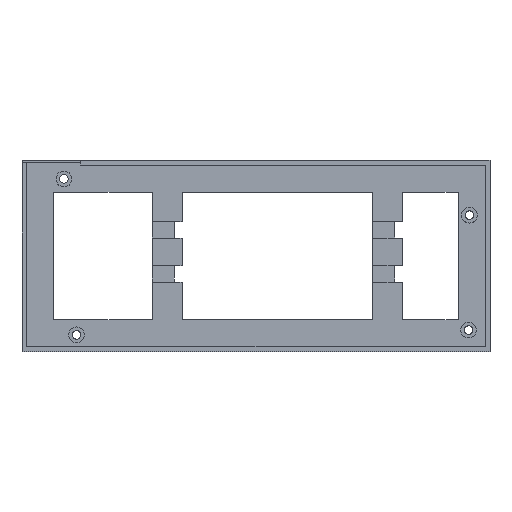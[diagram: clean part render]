
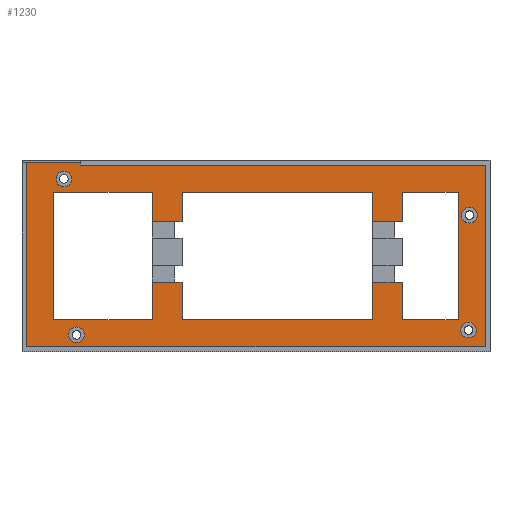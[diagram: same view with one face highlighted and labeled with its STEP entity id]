
A CAD part, top view. The second image highlights one B-rep face of the part: STEP entity #1230.
In plain terms, the highlighted planar face has unit normal (0, 0, 1).
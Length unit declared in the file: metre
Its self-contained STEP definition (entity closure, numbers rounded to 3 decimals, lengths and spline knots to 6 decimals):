
#24=CIRCLE('',#1313,0.0025);
#25=CIRCLE('',#1314,0.0025);
#26=CIRCLE('',#1315,0.0025);
#27=CIRCLE('',#1316,0.0025);
#48=ORIENTED_EDGE('',*,*,#388,.F.);
#49=ORIENTED_EDGE('',*,*,#389,.T.);
#50=ORIENTED_EDGE('',*,*,#390,.T.);
#51=ORIENTED_EDGE('',*,*,#391,.T.);
#52=ORIENTED_EDGE('',*,*,#392,.T.);
#53=ORIENTED_EDGE('',*,*,#393,.T.);
#54=ORIENTED_EDGE('',*,*,#394,.T.);
#55=ORIENTED_EDGE('',*,*,#395,.T.);
#56=ORIENTED_EDGE('',*,*,#396,.T.);
#57=ORIENTED_EDGE('',*,*,#397,.T.);
#58=ORIENTED_EDGE('',*,*,#398,.T.);
#59=ORIENTED_EDGE('',*,*,#399,.T.);
#60=ORIENTED_EDGE('',*,*,#400,.F.);
#61=ORIENTED_EDGE('',*,*,#401,.T.);
#62=ORIENTED_EDGE('',*,*,#402,.F.);
#63=ORIENTED_EDGE('',*,*,#403,.F.);
#64=ORIENTED_EDGE('',*,*,#404,.F.);
#65=ORIENTED_EDGE('',*,*,#405,.T.);
#66=ORIENTED_EDGE('',*,*,#406,.F.);
#67=ORIENTED_EDGE('',*,*,#407,.F.);
#68=ORIENTED_EDGE('',*,*,#408,.F.);
#69=ORIENTED_EDGE('',*,*,#409,.F.);
#70=ORIENTED_EDGE('',*,*,#410,.F.);
#71=ORIENTED_EDGE('',*,*,#411,.F.);
#72=ORIENTED_EDGE('',*,*,#412,.F.);
#73=ORIENTED_EDGE('',*,*,#413,.T.);
#74=ORIENTED_EDGE('',*,*,#414,.T.);
#75=ORIENTED_EDGE('',*,*,#415,.T.);
#76=ORIENTED_EDGE('',*,*,#416,.T.);
#77=ORIENTED_EDGE('',*,*,#417,.T.);
#388=EDGE_CURVE('',#558,#559,#679,.T.);
#389=EDGE_CURVE('',#558,#560,#680,.T.);
#390=EDGE_CURVE('',#560,#561,#681,.T.);
#391=EDGE_CURVE('',#561,#562,#682,.T.);
#392=EDGE_CURVE('',#562,#563,#683,.T.);
#393=EDGE_CURVE('',#563,#564,#684,.T.);
#394=EDGE_CURVE('',#564,#565,#685,.T.);
#395=EDGE_CURVE('',#565,#566,#686,.T.);
#396=EDGE_CURVE('',#566,#567,#687,.T.);
#397=EDGE_CURVE('',#567,#568,#688,.T.);
#398=EDGE_CURVE('',#568,#569,#689,.T.);
#399=EDGE_CURVE('',#569,#570,#690,.T.);
#400=EDGE_CURVE('',#571,#570,#691,.T.);
#401=EDGE_CURVE('',#571,#572,#692,.T.);
#402=EDGE_CURVE('',#573,#572,#693,.T.);
#403=EDGE_CURVE('',#574,#573,#694,.T.);
#404=EDGE_CURVE('',#575,#574,#695,.T.);
#405=EDGE_CURVE('',#575,#576,#696,.T.);
#406=EDGE_CURVE('',#577,#576,#697,.T.);
#407=EDGE_CURVE('',#559,#577,#698,.T.);
#408=EDGE_CURVE('',#578,#578,#24,.F.);
#409=EDGE_CURVE('',#579,#579,#25,.F.);
#410=EDGE_CURVE('',#580,#580,#26,.F.);
#411=EDGE_CURVE('',#581,#581,#27,.F.);
#412=EDGE_CURVE('',#582,#583,#699,.T.);
#413=EDGE_CURVE('',#582,#584,#700,.F.);
#414=EDGE_CURVE('',#584,#585,#701,.T.);
#415=EDGE_CURVE('',#585,#586,#702,.T.);
#416=EDGE_CURVE('',#586,#587,#703,.T.);
#417=EDGE_CURVE('',#587,#583,#704,.T.);
#558=VERTEX_POINT('',#1742);
#559=VERTEX_POINT('',#1743);
#560=VERTEX_POINT('',#1745);
#561=VERTEX_POINT('',#1747);
#562=VERTEX_POINT('',#1749);
#563=VERTEX_POINT('',#1751);
#564=VERTEX_POINT('',#1753);
#565=VERTEX_POINT('',#1755);
#566=VERTEX_POINT('',#1757);
#567=VERTEX_POINT('',#1759);
#568=VERTEX_POINT('',#1761);
#569=VERTEX_POINT('',#1763);
#570=VERTEX_POINT('',#1765);
#571=VERTEX_POINT('',#1767);
#572=VERTEX_POINT('',#1769);
#573=VERTEX_POINT('',#1771);
#574=VERTEX_POINT('',#1773);
#575=VERTEX_POINT('',#1775);
#576=VERTEX_POINT('',#1777);
#577=VERTEX_POINT('',#1779);
#578=VERTEX_POINT('',#1782);
#579=VERTEX_POINT('',#1784);
#580=VERTEX_POINT('',#1786);
#581=VERTEX_POINT('',#1788);
#582=VERTEX_POINT('',#1790);
#583=VERTEX_POINT('',#1791);
#584=VERTEX_POINT('',#1793);
#585=VERTEX_POINT('',#1795);
#586=VERTEX_POINT('',#1797);
#587=VERTEX_POINT('',#1799);
#679=LINE('',#1741,#825);
#680=LINE('',#1744,#826);
#681=LINE('',#1746,#827);
#682=LINE('',#1748,#828);
#683=LINE('',#1750,#829);
#684=LINE('',#1752,#830);
#685=LINE('',#1754,#831);
#686=LINE('',#1756,#832);
#687=LINE('',#1758,#833);
#688=LINE('',#1760,#834);
#689=LINE('',#1762,#835);
#690=LINE('',#1764,#836);
#691=LINE('',#1766,#837);
#692=LINE('',#1768,#838);
#693=LINE('',#1770,#839);
#694=LINE('',#1772,#840);
#695=LINE('',#1774,#841);
#696=LINE('',#1776,#842);
#697=LINE('',#1778,#843);
#698=LINE('',#1780,#844);
#699=LINE('',#1789,#845);
#700=LINE('',#1792,#846);
#701=LINE('',#1794,#847);
#702=LINE('',#1796,#848);
#703=LINE('',#1798,#849);
#704=LINE('',#1800,#850);
#825=VECTOR('',#1409,1.);
#826=VECTOR('',#1410,1.);
#827=VECTOR('',#1411,1.);
#828=VECTOR('',#1412,1.);
#829=VECTOR('',#1413,1.);
#830=VECTOR('',#1414,1.);
#831=VECTOR('',#1415,1.);
#832=VECTOR('',#1416,1.);
#833=VECTOR('',#1417,1.);
#834=VECTOR('',#1418,1.);
#835=VECTOR('',#1419,1.);
#836=VECTOR('',#1420,1.);
#837=VECTOR('',#1421,1.);
#838=VECTOR('',#1422,1.);
#839=VECTOR('',#1423,1.);
#840=VECTOR('',#1424,1.);
#841=VECTOR('',#1425,1.);
#842=VECTOR('',#1426,1.);
#843=VECTOR('',#1427,1.);
#844=VECTOR('',#1428,1.);
#845=VECTOR('',#1437,1.);
#846=VECTOR('',#1438,1.);
#847=VECTOR('',#1439,1.);
#848=VECTOR('',#1440,1.);
#849=VECTOR('',#1441,1.);
#850=VECTOR('',#1442,1.);
#971=EDGE_LOOP('',(#48,#49,#50,#51,#52,#53,#54,#55,#56,#57,#58,#59,#60,
#61,#62,#63,#64,#65,#66,#67));
#972=EDGE_LOOP('',(#68));
#973=EDGE_LOOP('',(#69));
#974=EDGE_LOOP('',(#70));
#975=EDGE_LOOP('',(#71));
#976=EDGE_LOOP('',(#72,#73,#74,#75,#76,#77));
#1072=FACE_BOUND('',#971,.T.);
#1073=FACE_BOUND('',#972,.T.);
#1074=FACE_BOUND('',#973,.T.);
#1075=FACE_BOUND('',#974,.T.);
#1076=FACE_BOUND('',#975,.T.);
#1077=FACE_BOUND('',#976,.T.);
#1173=PLANE('',#1312);
#1230=ADVANCED_FACE('',(#1072,#1073,#1074,#1075,#1076,#1077),#1173,.F.);
#1312=AXIS2_PLACEMENT_3D('',#1740,#1407,#1408);
#1313=AXIS2_PLACEMENT_3D('',#1781,#1429,#1430);
#1314=AXIS2_PLACEMENT_3D('',#1783,#1431,#1432);
#1315=AXIS2_PLACEMENT_3D('',#1785,#1433,#1434);
#1316=AXIS2_PLACEMENT_3D('',#1787,#1435,#1436);
#1407=DIRECTION('',(0.,0.,-1.));
#1408=DIRECTION('',(1.,0.,0.));
#1409=DIRECTION('',(1.,0.,0.));
#1410=DIRECTION('',(0.,-1.,0.));
#1411=DIRECTION('',(-1.,0.,0.));
#1412=DIRECTION('',(0.,1.,0.));
#1413=DIRECTION('',(1.,0.,0.));
#1414=DIRECTION('',(0.,-1.,0.));
#1415=DIRECTION('',(1.,0.,0.));
#1416=DIRECTION('',(0.,1.,0.));
#1417=DIRECTION('',(1.,0.,0.));
#1418=DIRECTION('',(0.,-1.,0.));
#1419=DIRECTION('',(1.,0.,0.));
#1420=DIRECTION('',(0.,1.,0.));
#1421=DIRECTION('',(-1.,0.,0.));
#1422=DIRECTION('',(0.,-1.,0.));
#1423=DIRECTION('',(1.,0.,0.));
#1424=DIRECTION('',(0.,-1.,0.));
#1425=DIRECTION('',(1.,0.,0.));
#1426=DIRECTION('',(0.,-1.,0.));
#1427=DIRECTION('',(1.,0.,0.));
#1428=DIRECTION('',(0.,-1.,0.));
#1429=DIRECTION('',(0.,0.,-1.));
#1430=DIRECTION('',(-1.,0.,0.));
#1431=DIRECTION('',(0.,0.,-1.));
#1432=DIRECTION('',(-1.,0.,0.));
#1433=DIRECTION('',(0.,0.,-1.));
#1434=DIRECTION('',(-1.,0.,0.));
#1435=DIRECTION('',(0.,0.,-1.));
#1436=DIRECTION('',(-1.,0.,0.));
#1437=DIRECTION('',(1.,0.,0.));
#1438=DIRECTION('',(0.,1.,0.));
#1439=DIRECTION('',(1.,0.,0.));
#1440=DIRECTION('',(0.,1.,0.));
#1441=DIRECTION('',(-1.,0.,0.));
#1442=DIRECTION('',(0.,1.,0.));
#1740=CARTESIAN_POINT('',(0.060988,0.059031,-0.003));
#1741=CARTESIAN_POINT('',(0.03625,0.05075,-0.003));
#1742=CARTESIAN_POINT('',(0.028,0.05075,-0.003));
#1743=CARTESIAN_POINT('',(0.0375,0.05075,-0.003));
#1744=CARTESIAN_POINT('',(0.028,0.059031,-0.003));
#1745=CARTESIAN_POINT('',(0.028,0.038812,-0.003));
#1746=CARTESIAN_POINT('',(0.012393,0.038812,-0.003));
#1747=CARTESIAN_POINT('',(-0.003214,0.038812,-0.003));
#1748=CARTESIAN_POINT('',(-0.003214,0.059031,-0.003));
#1749=CARTESIAN_POINT('',(-0.003214,0.07925,-0.003));
#1750=CARTESIAN_POINT('',(0.012393,0.07925,-0.003));
#1751=CARTESIAN_POINT('',(0.028,0.07925,-0.003));
#1752=CARTESIAN_POINT('',(0.028,0.059031,-0.003));
#1753=CARTESIAN_POINT('',(0.028,0.07,-0.003));
#1754=CARTESIAN_POINT('',(0.03625,0.07,-0.003));
#1755=CARTESIAN_POINT('',(0.0375,0.07,-0.003));
#1756=CARTESIAN_POINT('',(0.0375,0.074625,-0.003));
#1757=CARTESIAN_POINT('',(0.0375,0.07925,-0.003));
#1758=CARTESIAN_POINT('',(0.06775,0.07925,-0.003));
#1759=CARTESIAN_POINT('',(0.098,0.07925,-0.003));
#1760=CARTESIAN_POINT('',(0.098,0.059031,-0.003));
#1761=CARTESIAN_POINT('',(0.098,0.07,-0.003));
#1762=CARTESIAN_POINT('',(0.10625,0.07,-0.003));
#1763=CARTESIAN_POINT('',(0.1075,0.07,-0.003));
#1764=CARTESIAN_POINT('',(0.1075,0.074625,-0.003));
#1765=CARTESIAN_POINT('',(0.1075,0.07925,-0.003));
#1766=CARTESIAN_POINT('',(0.116344,0.07925,-0.003));
#1767=CARTESIAN_POINT('',(0.125189,0.07925,-0.003));
#1768=CARTESIAN_POINT('',(0.125189,0.059031,-0.003));
#1769=CARTESIAN_POINT('',(0.125189,0.038812,-0.003));
#1770=CARTESIAN_POINT('',(0.116344,0.038812,-0.003));
#1771=CARTESIAN_POINT('',(0.1075,0.038812,-0.003));
#1772=CARTESIAN_POINT('',(0.1075,0.044781,-0.003));
#1773=CARTESIAN_POINT('',(0.1075,0.05075,-0.003));
#1774=CARTESIAN_POINT('',(0.10625,0.05075,-0.003));
#1775=CARTESIAN_POINT('',(0.098,0.05075,-0.003));
#1776=CARTESIAN_POINT('',(0.098,0.059031,-0.003));
#1777=CARTESIAN_POINT('',(0.098,0.038812,-0.003));
#1778=CARTESIAN_POINT('',(0.06775,0.038812,-0.003));
#1779=CARTESIAN_POINT('',(0.0375,0.038812,-0.003));
#1780=CARTESIAN_POINT('',(0.0375,0.044781,-0.003));
#1781=CARTESIAN_POINT('',(0.12875,0.072,-0.003));
#1782=CARTESIAN_POINT('',(0.12625,0.072,-0.003));
#1783=CARTESIAN_POINT('',(0.1285,0.0355,-0.003));
#1784=CARTESIAN_POINT('',(0.126,0.0355,-0.003));
#1785=CARTESIAN_POINT('',(0.,0.0835,-0.003));
#1786=CARTESIAN_POINT('',(-0.0025,0.0835,-0.003));
#1787=CARTESIAN_POINT('',(0.004,0.034,-0.003));
#1788=CARTESIAN_POINT('',(0.0015,0.034,-0.003));
#1789=CARTESIAN_POINT('',(-0.004167,0.088662,-0.003));
#1790=CARTESIAN_POINT('',(-0.011825,0.088662,-0.003));
#1791=CARTESIAN_POINT('',(0.005174,0.088662,-0.003));
#1792=CARTESIAN_POINT('',(-0.011825,0.059431,-0.003));
#1793=CARTESIAN_POINT('',(-0.011825,0.0302,-0.003));
#1794=CARTESIAN_POINT('',(0.060838,0.0302,-0.003));
#1795=CARTESIAN_POINT('',(0.1338,0.0302,-0.003));
#1796=CARTESIAN_POINT('',(0.1338,0.066247,-0.003));
#1797=CARTESIAN_POINT('',(0.1338,0.087862,-0.003));
#1798=CARTESIAN_POINT('',(0.069995,0.087862,-0.003));
#1799=CARTESIAN_POINT('',(0.005174,0.087862,-0.003));
#1800=CARTESIAN_POINT('',(0.005174,0.089362,-0.003));
